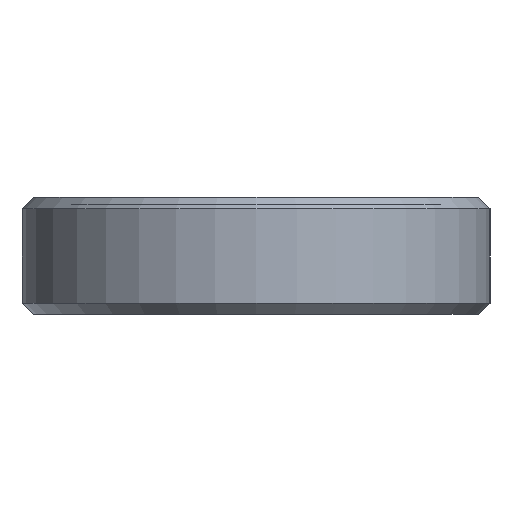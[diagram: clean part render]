
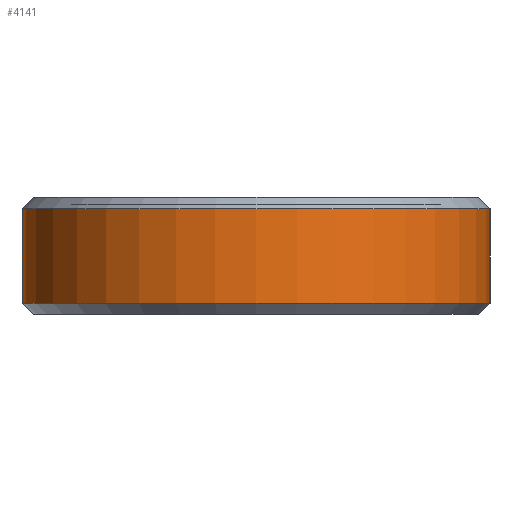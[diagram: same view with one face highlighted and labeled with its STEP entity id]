
A CAD part, left-side view. The second image highlights one B-rep face of the part: STEP entity #4141.
In plain terms, the highlighted cylindrical face has radius 6.25 mm (diameter 12.5 mm), a partial arc.
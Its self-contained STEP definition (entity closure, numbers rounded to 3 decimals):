
#45 = CONICAL_SURFACE('',#46,6.25,0.785);
#46 = AXIS2_PLACEMENT_3D('',#47,#48,#49);
#47 = CARTESIAN_POINT('',(0.,0.,0.3));
#48 = DIRECTION('',(0.,0.,1.));
#49 = DIRECTION('',(0.,1.,0.));
#1508 = VERTEX_POINT('',#1509);
#1509 = CARTESIAN_POINT('',(0.,6.25,0.3));
#1532 = VERTEX_POINT('',#1533);
#1533 = CARTESIAN_POINT('',(0.,-6.25,0.3));
#1554 = EDGE_CURVE('',#1508,#1532,#1555,.T.);
#1555 = SURFACE_CURVE('',#1556,(#1561,#1568),.PCURVE_S1.);
#1556 = CIRCLE('',#1557,6.25);
#1557 = AXIS2_PLACEMENT_3D('',#1558,#1559,#1560);
#1558 = CARTESIAN_POINT('',(0.,0.,0.3));
#1559 = DIRECTION('',(0.,-0.,1.));
#1560 = DIRECTION('',(0.,1.,0.));
#1561 = PCURVE('',#45,#1562);
#1562 = DEFINITIONAL_REPRESENTATION('',(#1563),#1567);
#1563 = LINE('',#1564,#1565);
#1564 = CARTESIAN_POINT('',(0.,0.));
#1565 = VECTOR('',#1566,1.);
#1566 = DIRECTION('',(1.,0.));
#1567 = ( GEOMETRIC_REPRESENTATION_CONTEXT(2) 
PARAMETRIC_REPRESENTATION_CONTEXT() REPRESENTATION_CONTEXT('2D SPACE',''
  ) );
#1568 = PCURVE('',#1569,#1574);
#1569 = CYLINDRICAL_SURFACE('',#1570,6.25);
#1570 = AXIS2_PLACEMENT_3D('',#1571,#1572,#1573);
#1571 = CARTESIAN_POINT('',(0.,0.,0.));
#1572 = DIRECTION('',(-0.,-0.,-1.));
#1573 = DIRECTION('',(1.,0.,0.));
#1574 = DEFINITIONAL_REPRESENTATION('',(#1575),#1579);
#1575 = LINE('',#1576,#1577);
#1576 = CARTESIAN_POINT('',(-1.571,-0.3));
#1577 = VECTOR('',#1578,1.);
#1578 = DIRECTION('',(-1.,0.));
#1579 = ( GEOMETRIC_REPRESENTATION_CONTEXT(2) 
PARAMETRIC_REPRESENTATION_CONTEXT() REPRESENTATION_CONTEXT('2D SPACE',''
  ) );
#1623 = PLANE('',#1624);
#1624 = AXIS2_PLACEMENT_3D('',#1625,#1626,#1627);
#1625 = CARTESIAN_POINT('',(0.,6.25,0.));
#1626 = DIRECTION('',(0.,1.,0.));
#1627 = DIRECTION('',(1.,0.,0.));
#1677 = PLANE('',#1678);
#1678 = AXIS2_PLACEMENT_3D('',#1679,#1680,#1681);
#1679 = CARTESIAN_POINT('',(0.,-6.25,0.));
#1680 = DIRECTION('',(0.,1.,0.));
#1681 = DIRECTION('',(1.,0.,0.));
#4141 = ADVANCED_FACE('',(#4142),#1569,.T.);
#4142 = FACE_BOUND('',#4143,.F.);
#4143 = EDGE_LOOP('',(#4144,#4167,#4196,#4217));
#4144 = ORIENTED_EDGE('',*,*,#4145,.T.);
#4145 = EDGE_CURVE('',#1508,#4146,#4148,.T.);
#4146 = VERTEX_POINT('',#4147);
#4147 = CARTESIAN_POINT('',(0.,6.25,2.825));
#4148 = SURFACE_CURVE('',#4149,(#4153,#4160),.PCURVE_S1.);
#4149 = LINE('',#4150,#4151);
#4150 = CARTESIAN_POINT('',(0.,6.25,0.));
#4151 = VECTOR('',#4152,1.);
#4152 = DIRECTION('',(0.,0.,1.));
#4153 = PCURVE('',#1569,#4154);
#4154 = DEFINITIONAL_REPRESENTATION('',(#4155),#4159);
#4155 = LINE('',#4156,#4157);
#4156 = CARTESIAN_POINT('',(-1.571,0.));
#4157 = VECTOR('',#4158,1.);
#4158 = DIRECTION('',(-0.,-1.));
#4159 = ( GEOMETRIC_REPRESENTATION_CONTEXT(2) 
PARAMETRIC_REPRESENTATION_CONTEXT() REPRESENTATION_CONTEXT('2D SPACE',''
  ) );
#4160 = PCURVE('',#1623,#4161);
#4161 = DEFINITIONAL_REPRESENTATION('',(#4162),#4166);
#4162 = LINE('',#4163,#4164);
#4163 = CARTESIAN_POINT('',(0.,0.));
#4164 = VECTOR('',#4165,1.);
#4165 = DIRECTION('',(0.,-1.));
#4166 = ( GEOMETRIC_REPRESENTATION_CONTEXT(2) 
PARAMETRIC_REPRESENTATION_CONTEXT() REPRESENTATION_CONTEXT('2D SPACE',''
  ) );
#4167 = ORIENTED_EDGE('',*,*,#4168,.T.);
#4168 = EDGE_CURVE('',#4146,#4169,#4171,.T.);
#4169 = VERTEX_POINT('',#4170);
#4170 = CARTESIAN_POINT('',(0.,-6.25,2.825));
#4171 = SURFACE_CURVE('',#4172,(#4177,#4184),.PCURVE_S1.);
#4172 = CIRCLE('',#4173,6.25);
#4173 = AXIS2_PLACEMENT_3D('',#4174,#4175,#4176);
#4174 = CARTESIAN_POINT('',(0.,0.,2.825));
#4175 = DIRECTION('',(0.,-0.,1.));
#4176 = DIRECTION('',(0.,1.,0.));
#4177 = PCURVE('',#1569,#4178);
#4178 = DEFINITIONAL_REPRESENTATION('',(#4179),#4183);
#4179 = LINE('',#4180,#4181);
#4180 = CARTESIAN_POINT('',(-1.571,-2.825));
#4181 = VECTOR('',#4182,1.);
#4182 = DIRECTION('',(-1.,0.));
#4183 = ( GEOMETRIC_REPRESENTATION_CONTEXT(2) 
PARAMETRIC_REPRESENTATION_CONTEXT() REPRESENTATION_CONTEXT('2D SPACE',''
  ) );
#4184 = PCURVE('',#4185,#4190);
#4185 = CONICAL_SURFACE('',#4186,6.25,0.785);
#4186 = AXIS2_PLACEMENT_3D('',#4187,#4188,#4189);
#4187 = CARTESIAN_POINT('',(0.,0.,2.825));
#4188 = DIRECTION('',(-0.,-0.,-1.));
#4189 = DIRECTION('',(0.,1.,0.));
#4190 = DEFINITIONAL_REPRESENTATION('',(#4191),#4195);
#4191 = LINE('',#4192,#4193);
#4192 = CARTESIAN_POINT('',(-0.,-0.));
#4193 = VECTOR('',#4194,1.);
#4194 = DIRECTION('',(-1.,-0.));
#4195 = ( GEOMETRIC_REPRESENTATION_CONTEXT(2) 
PARAMETRIC_REPRESENTATION_CONTEXT() REPRESENTATION_CONTEXT('2D SPACE',''
  ) );
#4196 = ORIENTED_EDGE('',*,*,#4197,.F.);
#4197 = EDGE_CURVE('',#1532,#4169,#4198,.T.);
#4198 = SURFACE_CURVE('',#4199,(#4203,#4210),.PCURVE_S1.);
#4199 = LINE('',#4200,#4201);
#4200 = CARTESIAN_POINT('',(0.,-6.25,0.));
#4201 = VECTOR('',#4202,1.);
#4202 = DIRECTION('',(0.,0.,1.));
#4203 = PCURVE('',#1569,#4204);
#4204 = DEFINITIONAL_REPRESENTATION('',(#4205),#4209);
#4205 = LINE('',#4206,#4207);
#4206 = CARTESIAN_POINT('',(-4.712,0.));
#4207 = VECTOR('',#4208,1.);
#4208 = DIRECTION('',(-0.,-1.));
#4209 = ( GEOMETRIC_REPRESENTATION_CONTEXT(2) 
PARAMETRIC_REPRESENTATION_CONTEXT() REPRESENTATION_CONTEXT('2D SPACE',''
  ) );
#4210 = PCURVE('',#1677,#4211);
#4211 = DEFINITIONAL_REPRESENTATION('',(#4212),#4216);
#4212 = LINE('',#4213,#4214);
#4213 = CARTESIAN_POINT('',(0.,0.));
#4214 = VECTOR('',#4215,1.);
#4215 = DIRECTION('',(0.,-1.));
#4216 = ( GEOMETRIC_REPRESENTATION_CONTEXT(2) 
PARAMETRIC_REPRESENTATION_CONTEXT() REPRESENTATION_CONTEXT('2D SPACE',''
  ) );
#4217 = ORIENTED_EDGE('',*,*,#1554,.F.);
